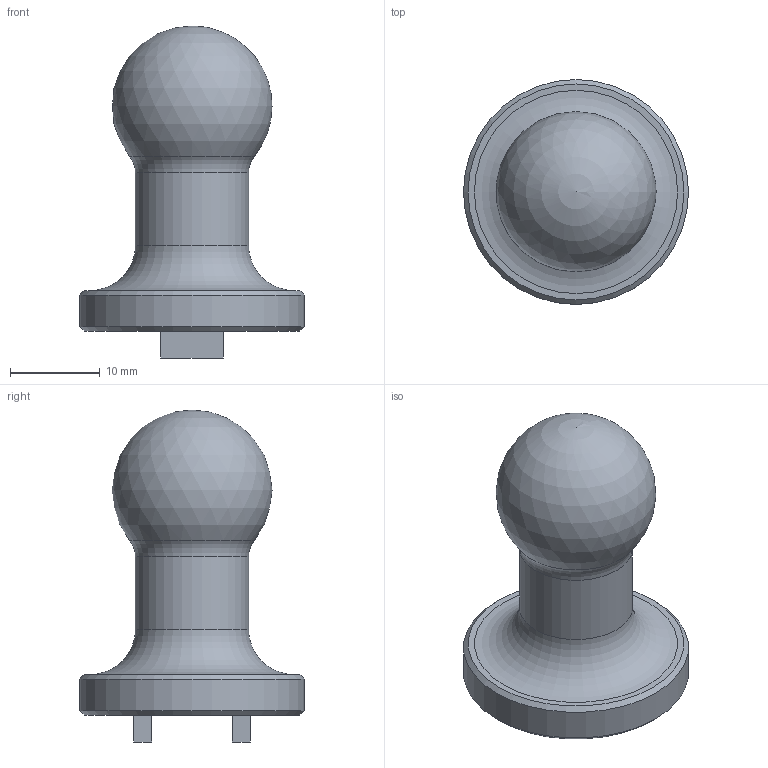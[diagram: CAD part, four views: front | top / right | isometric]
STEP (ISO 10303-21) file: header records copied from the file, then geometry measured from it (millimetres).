
FILE_DESCRIPTION(/* description */ (''),/* implementation_level */ '2;1');
FILE_NAME(/* name */ 'vertebro_front.stp',/* time_stamp */ '2014-11-09T12:33:07-08:00',/* author */ ('Ryan'),/* organization */ (''),/* preprocessor_version */ 'ST-DEVELOPER v15.6',/* originating_system */ 'Autodesk Inventor 2015',/* authorisation */ '');
FILE_SCHEMA (('AUTOMOTIVE_DESIGN { 1 0 10303 214 3 1 1 }'));
Length unit declared in the file: millimetre
Products named in the file (1): vertebro_front
Bounding box: 25 x 25 x 36.9 mm (x, y, z)
Volume: 7005.4 mm3; surface area: 2701.9 mm2
Topology: 1 solids, 1 shells, 21 faces, 46 edges, 29 vertices
Faces by surface type: plane 12, cone 3, cylinder 3, torus 2, sphere 1
Full cylindrical faces by diameter (mm): 3 x1, 12.587 x1, 25 x1
Entity records: 522 total; most frequent: DIRECTION 88, CARTESIAN_POINT 82, ORIENTED_EDGE 68, EDGE_CURVE 34, EDGE_LOOP 32, AXIS2_PLACEMENT_3D 32, VERTEX_POINT 26, LINE 24
